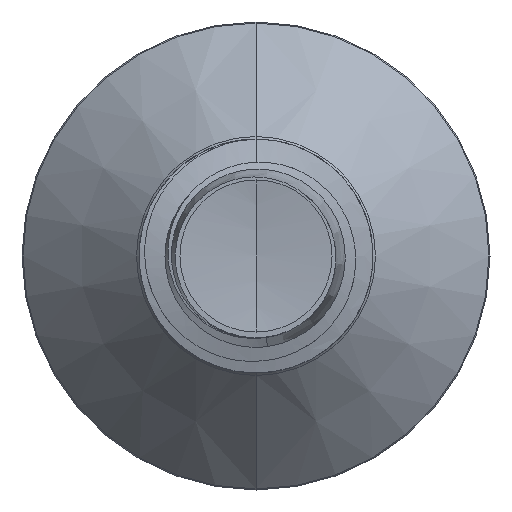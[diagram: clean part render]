
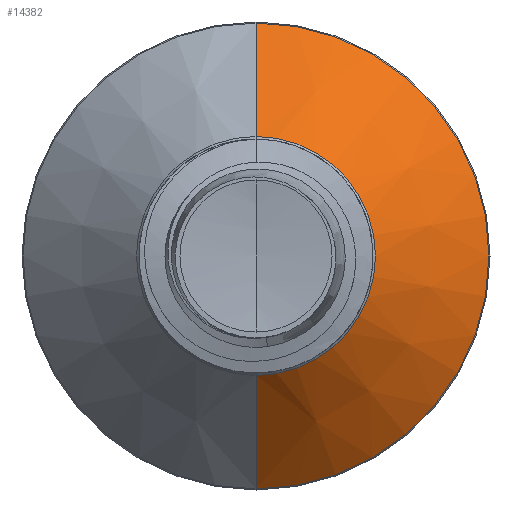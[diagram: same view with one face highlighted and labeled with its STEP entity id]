
A CAD part, front view. The second image highlights one B-rep face of the part: STEP entity #14382.
In plain terms, the highlighted conical face has half-angle 45 degrees and reference radius 2.042 mm.
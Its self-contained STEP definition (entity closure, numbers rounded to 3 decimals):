
#512 = VERTEX_POINT ( 'NONE', #8406 ) ;
#779 = DIRECTION ( 'NONE',  ( 0., 1., 0. ) ) ;
#930 = DIRECTION ( 'NONE',  ( 0., 0., 1. ) ) ;
#1591 = LINE ( 'NONE', #9148, #15018 ) ;
#2058 = CARTESIAN_POINT ( 'NONE',  ( 0., 10.282, 3.982 ) ) ;
#2242 = EDGE_CURVE ( 'NONE', #512, #14125, #9086, .T. ) ;
#4202 = EDGE_CURVE ( 'NONE', #11255, #512, #17422, .T. ) ;
#4388 = DIRECTION ( 'NONE',  ( 0., 1., 0. ) ) ;
#5198 = CARTESIAN_POINT ( 'NONE',  ( 0., 8.342, 2.042 ) ) ;
#6117 = ORIENTED_EDGE ( 'NONE', *, *, #2242, .T. ) ;
#6968 = ORIENTED_EDGE ( 'NONE', *, *, #19187, .F. ) ;
#7496 = ORIENTED_EDGE ( 'NONE', *, *, #18101, .F. ) ;
#7561 = EDGE_LOOP ( 'NONE', ( #11469, #6117, #7496, #6968 ) ) ;
#8406 = CARTESIAN_POINT ( 'NONE',  ( 0., 8.342, -2.042 ) ) ;
#8699 = CARTESIAN_POINT ( 'NONE',  ( 0., 8.342, -2.042 ) ) ;
#9086 = LINE ( 'NONE', #8699, #13187 ) ;
#9148 = CARTESIAN_POINT ( 'NONE',  ( 0., 8.342, 2.042 ) ) ;
#9867 = DIRECTION ( 'NONE',  ( 0., 1., 0. ) ) ;
#10908 = DIRECTION ( 'NONE',  ( 0., 0.707, 0.707 ) ) ;
#11255 = VERTEX_POINT ( 'NONE', #5198 ) ;
#11469 = ORIENTED_EDGE ( 'NONE', *, *, #4202, .T. ) ;
#11500 = CARTESIAN_POINT ( 'NONE',  ( 0., 8.342, 0. ) ) ;
#12595 = CIRCLE ( 'NONE', #15183, 3.982 ) ;
#13024 = CARTESIAN_POINT ( 'NONE',  ( 0., 10.282, -3.982 ) ) ;
#13187 = VECTOR ( 'NONE', #18942, 1000. ) ;
#13227 = VERTEX_POINT ( 'NONE', #2058 ) ;
#13434 = AXIS2_PLACEMENT_3D ( 'NONE', #14819, #4388, #16528 ) ;
#14125 = VERTEX_POINT ( 'NONE', #13024 ) ;
#14382 = ADVANCED_FACE ( 'NONE', ( #15035 ), #14484, .T. ) ;
#14484 = CONICAL_SURFACE ( 'NONE', #14882, 2.042, 0.785 ) ;
#14819 = CARTESIAN_POINT ( 'NONE',  ( 0., 8.342, 0. ) ) ;
#14882 = AXIS2_PLACEMENT_3D ( 'NONE', #11500, #779, #930 ) ;
#15018 = VECTOR ( 'NONE', #10908, 1000. ) ;
#15035 = FACE_OUTER_BOUND ( 'NONE', #7561, .T. ) ;
#15183 = AXIS2_PLACEMENT_3D ( 'NONE', #20038, #9867, #21708 ) ;
#16528 = DIRECTION ( 'NONE',  ( 0., 0., 1. ) ) ;
#17422 = CIRCLE ( 'NONE', #13434, 2.042 ) ;
#18101 = EDGE_CURVE ( 'NONE', #13227, #14125, #12595, .T. ) ;
#18942 = DIRECTION ( 'NONE',  ( 0., 0.707, -0.707 ) ) ;
#19187 = EDGE_CURVE ( 'NONE', #11255, #13227, #1591, .T. ) ;
#20038 = CARTESIAN_POINT ( 'NONE',  ( 0., 10.282, 0. ) ) ;
#21708 = DIRECTION ( 'NONE',  ( 0., 0., 1. ) ) ;
